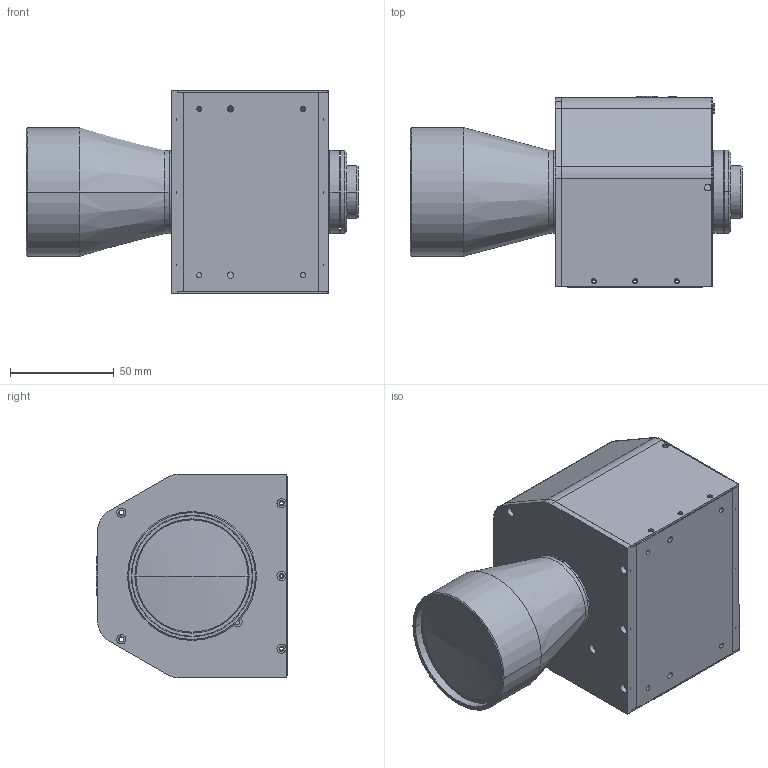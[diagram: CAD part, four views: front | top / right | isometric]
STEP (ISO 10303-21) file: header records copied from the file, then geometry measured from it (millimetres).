
FILE_DESCRIPTION (( 'STEP AP214' ), '1' );
FILE_NAME ('MCZR018.STEP', '2015-03-20T08:57:31', ( '' ), ( '' ), 'SwSTEP 2.0', 'SolidWorks 2013', '' );
FILE_SCHEMA (( 'AUTOMOTIVE_DESIGN' ));
Length unit declared in the file: millimetre
Products named in the file (1): MCZR018
Bounding box: 159.79 x 92.2 x 98 mm (x, y, z)
Surface area: 73908.3 mm2 (no closed solid volume)
Topology: 0 solids, 22 shells, 305 faces, 1230 edges, 955 vertices
Faces by surface type: cylinder 147, plane 140, cone 16, sphere 2
Entity records: 16564 total; most frequent: CARTESIAN_POINT 2859, DIRECTION 2169, ORIENTED_EDGE 1822, EDGE_CURVE 1230, VERTEX_POINT 955, LINE 751, VECTOR 751, AXIS2_PLACEMENT_3D 709
